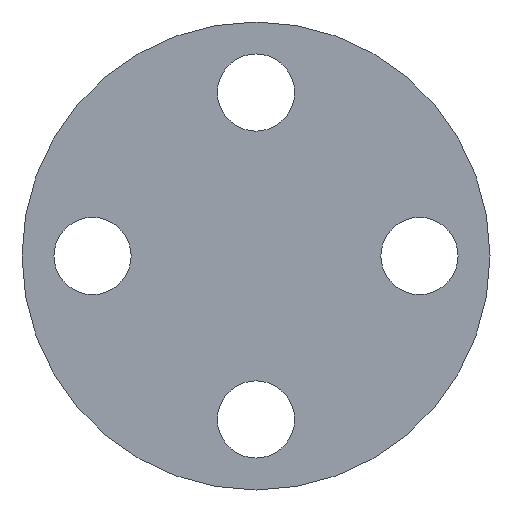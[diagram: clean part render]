
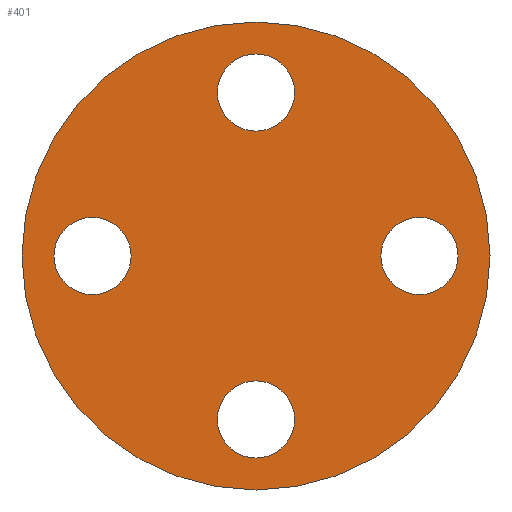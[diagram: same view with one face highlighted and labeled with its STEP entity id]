
A CAD part, front view. The second image highlights one B-rep face of the part: STEP entity #401.
In plain terms, the highlighted planar face has unit normal (0, -1, 0).
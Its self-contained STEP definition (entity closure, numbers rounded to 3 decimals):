
#5 = ORIENTED_EDGE ( 'NONE', *, *, #155, .F. ) ;
#18 = EDGE_CURVE ( 'NONE', #354, #38, #290, .T. ) ;
#32 = CARTESIAN_POINT ( 'NONE',  ( 0., 0., 33.25 ) ) ;
#37 = CIRCLE ( 'NONE', #379, 7.85 ) ;
#38 = VERTEX_POINT ( 'NONE', #428 ) ;
#40 = DIRECTION ( 'NONE',  ( 0., 1., 0. ) ) ;
#41 = CARTESIAN_POINT ( 'NONE',  ( 0., 0., -33.25 ) ) ;
#42 = DIRECTION ( 'NONE',  ( 1., 0., 0. ) ) ;
#44 = EDGE_CURVE ( 'NONE', #391, #156, #232, .T. ) ;
#45 = DIRECTION ( 'NONE',  ( 0., -1., 0. ) ) ;
#47 = EDGE_LOOP ( 'NONE', ( #277, #408 ) ) ;
#68 = CIRCLE ( 'NONE', #190, 7.85 ) ;
#69 = DIRECTION ( 'NONE',  ( 0., -1., 0. ) ) ;
#77 = FACE_OUTER_BOUND ( 'NONE', #201, .T. ) ;
#89 = VERTEX_POINT ( 'NONE', #262 ) ;
#94 = CIRCLE ( 'NONE', #235, 47.6 ) ;
#100 = CARTESIAN_POINT ( 'NONE',  ( 0., 0., 0. ) ) ;
#105 = CARTESIAN_POINT ( 'NONE',  ( 47.6, 0., 0. ) ) ;
#110 = AXIS2_PLACEMENT_3D ( 'NONE', #248, #415, #372 ) ;
#118 = DIRECTION ( 'NONE',  ( 0., 0., 1. ) ) ;
#123 = CARTESIAN_POINT ( 'NONE',  ( 33.25, 0., 0. ) ) ;
#129 = DIRECTION ( 'NONE',  ( 0., 0., -1. ) ) ;
#133 = AXIS2_PLACEMENT_3D ( 'NONE', #239, #318, #462 ) ;
#142 = CARTESIAN_POINT ( 'NONE',  ( 41.1, 0., 0. ) ) ;
#144 = VERTEX_POINT ( 'NONE', #476 ) ;
#155 = EDGE_CURVE ( 'NONE', #156, #391, #68, .T. ) ;
#156 = VERTEX_POINT ( 'NONE', #181 ) ;
#165 = AXIS2_PLACEMENT_3D ( 'NONE', #381, #468, #253 ) ;
#181 = CARTESIAN_POINT ( 'NONE',  ( 0., 0., -25.4 ) ) ;
#182 = ORIENTED_EDGE ( 'NONE', *, *, #501, .F. ) ;
#185 = CARTESIAN_POINT ( 'NONE',  ( 0., 0., -33.25 ) ) ;
#186 = CARTESIAN_POINT ( 'NONE',  ( 0., 0., 41.1 ) ) ;
#189 = CARTESIAN_POINT ( 'NONE',  ( -25.4, 0., 0. ) ) ;
#190 = AXIS2_PLACEMENT_3D ( 'NONE', #185, #306, #129 ) ;
#196 = FACE_BOUND ( 'NONE', #498, .T. ) ;
#200 = CARTESIAN_POINT ( 'NONE',  ( 33.25, 0., 0. ) ) ;
#201 = EDGE_LOOP ( 'NONE', ( #317, #550 ) ) ;
#203 = CARTESIAN_POINT ( 'NONE',  ( -33.25, 0., 0. ) ) ;
#205 = ORIENTED_EDGE ( 'NONE', *, *, #44, .F. ) ;
#212 = ORIENTED_EDGE ( 'NONE', *, *, #398, .F. ) ;
#213 = AXIS2_PLACEMENT_3D ( 'NONE', #123, #469, #42 ) ;
#226 = CARTESIAN_POINT ( 'NONE',  ( 0., 0., 0. ) ) ;
#232 = CIRCLE ( 'NONE', #450, 7.85 ) ;
#233 = DIRECTION ( 'NONE',  ( 1., 0., 0. ) ) ;
#235 = AXIS2_PLACEMENT_3D ( 'NONE', #100, #40, #529 ) ;
#237 = EDGE_CURVE ( 'NONE', #144, #474, #94, .T. ) ;
#239 = CARTESIAN_POINT ( 'NONE',  ( -33.25, 0., 0. ) ) ;
#240 = VERTEX_POINT ( 'NONE', #189 ) ;
#243 = VERTEX_POINT ( 'NONE', #142 ) ;
#246 = VERTEX_POINT ( 'NONE', #291 ) ;
#248 = CARTESIAN_POINT ( 'NONE',  ( 0., 0., 0. ) ) ;
#253 = DIRECTION ( 'NONE',  ( 0., 0., 1. ) ) ;
#262 = CARTESIAN_POINT ( 'NONE',  ( -41.1, 0., 0. ) ) ;
#273 = EDGE_LOOP ( 'NONE', ( #456, #182 ) ) ;
#277 = ORIENTED_EDGE ( 'NONE', *, *, #521, .F. ) ;
#284 = AXIS2_PLACEMENT_3D ( 'NONE', #226, #443, #295 ) ;
#285 = EDGE_LOOP ( 'NONE', ( #205, #5 ) ) ;
#289 = FACE_BOUND ( 'NONE', #47, .T. ) ;
#290 = CIRCLE ( 'NONE', #165, 7.85 ) ;
#291 = CARTESIAN_POINT ( 'NONE',  ( 25.4, 0., 0. ) ) ;
#295 = DIRECTION ( 'NONE',  ( -1., 0., 0. ) ) ;
#296 = EDGE_CURVE ( 'NONE', #246, #243, #429, .T. ) ;
#299 = EDGE_CURVE ( 'NONE', #474, #144, #332, .T. ) ;
#306 = DIRECTION ( 'NONE',  ( 0., -1., 0. ) ) ;
#317 = ORIENTED_EDGE ( 'NONE', *, *, #237, .F. ) ;
#318 = DIRECTION ( 'NONE',  ( 0., -1., 0. ) ) ;
#331 = FACE_BOUND ( 'NONE', #273, .T. ) ;
#332 = CIRCLE ( 'NONE', #284, 47.6 ) ;
#347 = AXIS2_PLACEMENT_3D ( 'NONE', #200, #375, #233 ) ;
#354 = VERTEX_POINT ( 'NONE', #186 ) ;
#366 = ORIENTED_EDGE ( 'NONE', *, *, #389, .F. ) ;
#372 = DIRECTION ( 'NONE',  ( 1., 0., 0. ) ) ;
#375 = DIRECTION ( 'NONE',  ( 0., -1., 0. ) ) ;
#379 = AXIS2_PLACEMENT_3D ( 'NONE', #32, #69, #118 ) ;
#381 = CARTESIAN_POINT ( 'NONE',  ( 0., 0., 33.25 ) ) ;
#385 = CIRCLE ( 'NONE', #133, 7.85 ) ;
#389 = EDGE_CURVE ( 'NONE', #240, #89, #472, .T. ) ;
#391 = VERTEX_POINT ( 'NONE', #454 ) ;
#398 = EDGE_CURVE ( 'NONE', #89, #240, #385, .T. ) ;
#401 = ADVANCED_FACE ( 'NONE', ( #196, #331, #289, #549, #77 ), #532, .T. ) ;
#408 = ORIENTED_EDGE ( 'NONE', *, *, #296, .F. ) ;
#415 = DIRECTION ( 'NONE',  ( 0., -1., 0. ) ) ;
#418 = DIRECTION ( 'NONE',  ( 0., -1., 0. ) ) ;
#428 = CARTESIAN_POINT ( 'NONE',  ( 0., 0., 25.4 ) ) ;
#429 = CIRCLE ( 'NONE', #213, 7.85 ) ;
#443 = DIRECTION ( 'NONE',  ( 0., 1., 0. ) ) ;
#444 = CIRCLE ( 'NONE', #347, 7.85 ) ;
#450 = AXIS2_PLACEMENT_3D ( 'NONE', #41, #45, #513 ) ;
#454 = CARTESIAN_POINT ( 'NONE',  ( 0., 0., -41.1 ) ) ;
#456 = ORIENTED_EDGE ( 'NONE', *, *, #18, .F. ) ;
#462 = DIRECTION ( 'NONE',  ( -1., 0., 0. ) ) ;
#465 = DIRECTION ( 'NONE',  ( -1., 0., 0. ) ) ;
#468 = DIRECTION ( 'NONE',  ( 0., -1., 0. ) ) ;
#469 = DIRECTION ( 'NONE',  ( 0., -1., 0. ) ) ;
#472 = CIRCLE ( 'NONE', #479, 7.85 ) ;
#474 = VERTEX_POINT ( 'NONE', #105 ) ;
#476 = CARTESIAN_POINT ( 'NONE',  ( -47.6, 0., 0. ) ) ;
#479 = AXIS2_PLACEMENT_3D ( 'NONE', #203, #418, #465 ) ;
#498 = EDGE_LOOP ( 'NONE', ( #212, #366 ) ) ;
#501 = EDGE_CURVE ( 'NONE', #38, #354, #37, .T. ) ;
#513 = DIRECTION ( 'NONE',  ( 0., 0., -1. ) ) ;
#521 = EDGE_CURVE ( 'NONE', #243, #246, #444, .T. ) ;
#529 = DIRECTION ( 'NONE',  ( -1., 0., 0. ) ) ;
#532 = PLANE ( 'NONE',  #110 ) ;
#549 = FACE_BOUND ( 'NONE', #285, .T. ) ;
#550 = ORIENTED_EDGE ( 'NONE', *, *, #299, .F. ) ;
